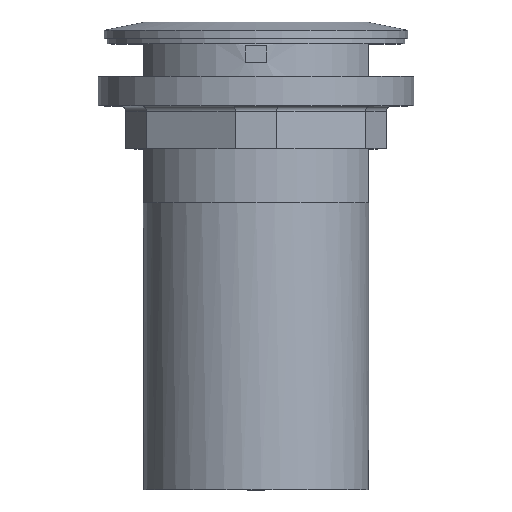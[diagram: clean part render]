
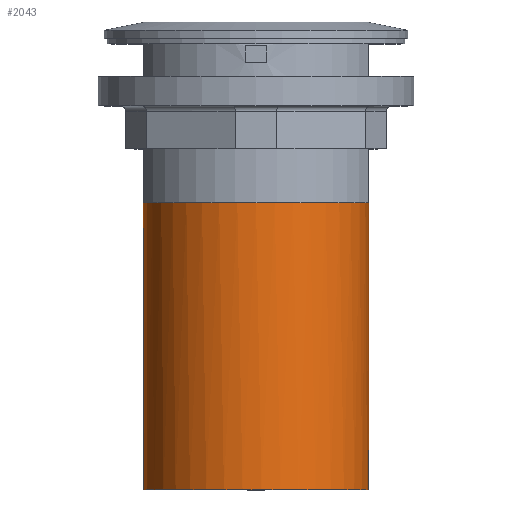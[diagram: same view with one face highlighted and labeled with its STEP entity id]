
A CAD part, top view. The second image highlights one B-rep face of the part: STEP entity #2043.
In plain terms, the highlighted cylindrical face has radius 10.35 mm (diameter 20.7 mm), a full revolution.
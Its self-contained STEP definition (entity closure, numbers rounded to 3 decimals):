
#77=CYLINDRICAL_SURFACE('',#2272,10.35);
#245=LINE('',#3396,#432);
#247=LINE('',#3402,#434);
#255=LINE('',#3422,#442);
#257=LINE('',#3426,#444);
#276=LINE('',#3528,#463);
#432=VECTOR('',#2722,10.);
#434=VECTOR('',#2726,10.);
#442=VECTOR('',#2750,10.);
#444=VECTOR('',#2754,10.);
#463=VECTOR('',#2875,10.35);
#571=FACE_OUTER_BOUND('',#694,.T.);
#694=EDGE_LOOP('',(#1834,#1835,#1836,#1837,#1838,#1839,#1840,#1841,#1842,
#1843,#1844,#1845,#1846,#1847,#1848,#1849));
#757=CIRCLE('',#2215,10.35);
#758=CIRCLE('',#2217,10.35);
#759=CIRCLE('',#2219,10.35);
#760=CIRCLE('',#2223,10.35);
#761=CIRCLE('',#2224,10.35);
#780=CIRCLE('',#2255,10.35);
#781=CIRCLE('',#2258,10.35);
#782=CIRCLE('',#2259,10.35);
#784=CIRCLE('',#2264,10.35);
#785=CIRCLE('',#2266,10.35);
#856=VERTEX_POINT('',#3101);
#857=VERTEX_POINT('',#3103);
#946=VERTEX_POINT('',#3392);
#947=VERTEX_POINT('',#3394);
#948=VERTEX_POINT('',#3398);
#950=VERTEX_POINT('',#3401);
#952=VERTEX_POINT('',#3412);
#953=VERTEX_POINT('',#3416);
#954=VERTEX_POINT('',#3420);
#955=VERTEX_POINT('',#3424);
#956=VERTEX_POINT('',#3428);
#973=VERTEX_POINT('',#3482);
#974=VERTEX_POINT('',#3483);
#977=VERTEX_POINT('',#3500);
#1212=EDGE_CURVE('',#946,#947,#245,.T.);
#1214=EDGE_CURVE('',#948,#950,#247,.T.);
#1219=EDGE_CURVE('',#950,#947,#757,.T.);
#1220=EDGE_CURVE('',#952,#946,#758,.T.);
#1223=EDGE_CURVE('',#948,#953,#759,.T.);
#1225=EDGE_CURVE('',#953,#954,#255,.T.);
#1227=EDGE_CURVE('',#955,#952,#257,.T.);
#1228=EDGE_CURVE('',#956,#955,#760,.T.);
#1229=EDGE_CURVE('',#954,#956,#761,.T.);
#1253=EDGE_CURVE('',#973,#974,#780,.T.);
#1261=EDGE_CURVE('',#856,#977,#781,.T.);
#1262=EDGE_CURVE('',#977,#857,#782,.T.);
#1264=EDGE_CURVE('',#974,#856,#784,.T.);
#1265=EDGE_CURVE('',#857,#973,#785,.T.);
#1274=EDGE_CURVE('',#977,#956,#276,.T.);
#1834=ORIENTED_EDGE('',*,*,#1253,.F.);
#1835=ORIENTED_EDGE('',*,*,#1265,.F.);
#1836=ORIENTED_EDGE('',*,*,#1262,.F.);
#1837=ORIENTED_EDGE('',*,*,#1274,.T.);
#1838=ORIENTED_EDGE('',*,*,#1228,.T.);
#1839=ORIENTED_EDGE('',*,*,#1227,.T.);
#1840=ORIENTED_EDGE('',*,*,#1220,.T.);
#1841=ORIENTED_EDGE('',*,*,#1212,.T.);
#1842=ORIENTED_EDGE('',*,*,#1219,.F.);
#1843=ORIENTED_EDGE('',*,*,#1214,.F.);
#1844=ORIENTED_EDGE('',*,*,#1223,.T.);
#1845=ORIENTED_EDGE('',*,*,#1225,.T.);
#1846=ORIENTED_EDGE('',*,*,#1229,.T.);
#1847=ORIENTED_EDGE('',*,*,#1274,.F.);
#1848=ORIENTED_EDGE('',*,*,#1261,.F.);
#1849=ORIENTED_EDGE('',*,*,#1264,.F.);
#2043=ADVANCED_FACE('',(#571),#77,.T.);
#2215=AXIS2_PLACEMENT_3D('',#3410,#2735,#2736);
#2217=AXIS2_PLACEMENT_3D('',#3413,#2739,#2740);
#2219=AXIS2_PLACEMENT_3D('',#3418,#2745,#2746);
#2223=AXIS2_PLACEMENT_3D('',#3429,#2757,#2758);
#2224=AXIS2_PLACEMENT_3D('',#3430,#2759,#2760);
#2255=AXIS2_PLACEMENT_3D('',#3484,#2826,#2827);
#2258=AXIS2_PLACEMENT_3D('',#3501,#2837,#2838);
#2259=AXIS2_PLACEMENT_3D('',#3502,#2839,#2840);
#2264=AXIS2_PLACEMENT_3D('',#3507,#2849,#2850);
#2266=AXIS2_PLACEMENT_3D('',#3509,#2853,#2854);
#2272=AXIS2_PLACEMENT_3D('',#3527,#2873,#2874);
#2722=DIRECTION('',(0.,-1.,0.));
#2726=DIRECTION('',(0.,-1.,0.));
#2735=DIRECTION('center_axis',(0.,-1.,0.));
#2736=DIRECTION('ref_axis',(-0.584,0.,-0.812));
#2739=DIRECTION('center_axis',(0.,1.,0.));
#2740=DIRECTION('ref_axis',(1.,0.,0.));
#2745=DIRECTION('center_axis',(0.,1.,0.));
#2746=DIRECTION('ref_axis',(1.,0.,0.));
#2750=DIRECTION('',(0.,-1.,0.));
#2754=DIRECTION('',(0.,1.,0.));
#2757=DIRECTION('center_axis',(0.,1.,0.));
#2758=DIRECTION('ref_axis',(0.,0.,1.));
#2759=DIRECTION('center_axis',(0.,1.,0.));
#2760=DIRECTION('ref_axis',(0.,0.,1.));
#2826=DIRECTION('center_axis',(0.,1.,0.));
#2827=DIRECTION('ref_axis',(-1.,0.,0.));
#2837=DIRECTION('center_axis',(0.,1.,0.));
#2838=DIRECTION('ref_axis',(-1.,0.,0.));
#2839=DIRECTION('center_axis',(0.,1.,0.));
#2840=DIRECTION('ref_axis',(-1.,0.,0.));
#2849=DIRECTION('center_axis',(0.,1.,0.));
#2850=DIRECTION('ref_axis',(-1.,0.,0.));
#2853=DIRECTION('center_axis',(0.,1.,0.));
#2854=DIRECTION('ref_axis',(-1.,0.,0.));
#2873=DIRECTION('center_axis',(0.,1.,0.));
#2874=DIRECTION('ref_axis',(-1.,0.,0.));
#2875=DIRECTION('',(0.,-1.,0.));
#3101=CARTESIAN_POINT('',(10.325,-5.6,0.719));
#3103=CARTESIAN_POINT('',(10.325,-5.6,-0.719));
#3392=CARTESIAN_POINT('',(5.5,-22.9,-8.768));
#3394=CARTESIAN_POINT('',(5.5,-32.,-8.768));
#3396=CARTESIAN_POINT('',(5.5,-22.9,-8.768));
#3398=CARTESIAN_POINT('',(-5.5,-22.9,-8.768));
#3401=CARTESIAN_POINT('',(-5.5,-32.,-8.768));
#3402=CARTESIAN_POINT('',(-5.5,-22.9,-8.768));
#3410=CARTESIAN_POINT('Origin',(0.,-32.,0.));
#3412=CARTESIAN_POINT('',(6.3,-22.9,-8.212));
#3413=CARTESIAN_POINT('Origin',(0.,-22.9,0.));
#3416=CARTESIAN_POINT('',(-6.3,-22.9,-8.212));
#3418=CARTESIAN_POINT('Origin',(0.,-22.9,0.));
#3420=CARTESIAN_POINT('',(-6.3,-32.,-8.212));
#3422=CARTESIAN_POINT('',(-6.3,-23.5,-8.212));
#3424=CARTESIAN_POINT('',(6.3,-32.,-8.212));
#3426=CARTESIAN_POINT('',(6.3,-23.5,-8.212));
#3428=CARTESIAN_POINT('',(10.35,-32.,0.));
#3429=CARTESIAN_POINT('Origin',(0.,-32.,0.));
#3430=CARTESIAN_POINT('Origin',(0.,-32.,0.));
#3482=CARTESIAN_POINT('',(-10.325,-5.6,-0.719));
#3483=CARTESIAN_POINT('',(-10.325,-5.6,0.719));
#3484=CARTESIAN_POINT('Origin',(0.,-5.6,0.));
#3500=CARTESIAN_POINT('',(10.35,-5.6,0.));
#3501=CARTESIAN_POINT('Origin',(0.,-5.6,0.));
#3502=CARTESIAN_POINT('Origin',(0.,-5.6,0.));
#3507=CARTESIAN_POINT('Origin',(0.,-5.6,0.));
#3509=CARTESIAN_POINT('Origin',(0.,-5.6,0.));
#3527=CARTESIAN_POINT('Origin',(0.,-10.3,0.));
#3528=CARTESIAN_POINT('',(10.35,-10.3,0.));
